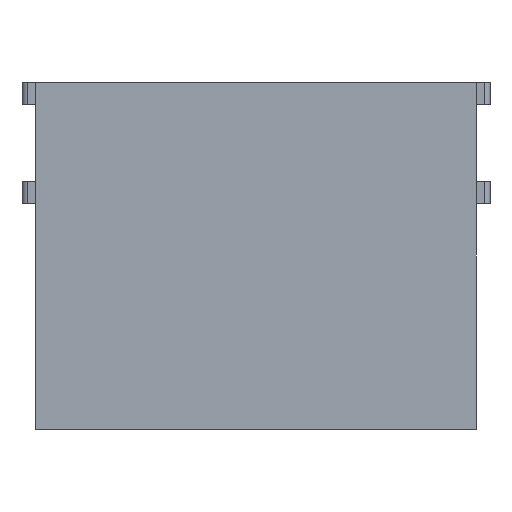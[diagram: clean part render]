
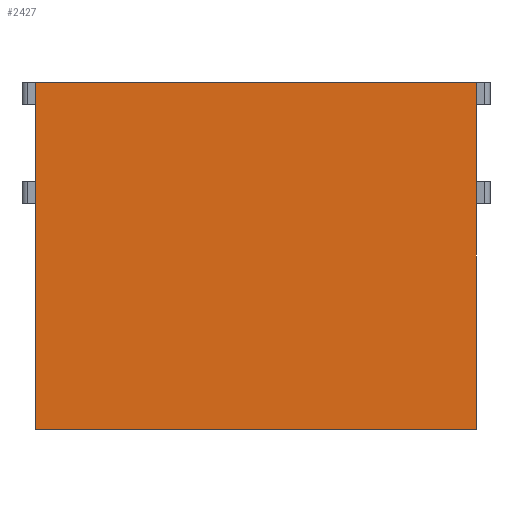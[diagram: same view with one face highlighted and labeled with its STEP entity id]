
A CAD part, front view. The second image highlights one B-rep face of the part: STEP entity #2427.
In plain terms, the highlighted planar face has unit normal (0, -1, 0).
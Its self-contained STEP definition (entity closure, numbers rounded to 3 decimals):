
#100 = PLANE('',#101);
#101 = AXIS2_PLACEMENT_3D('',#102,#103,#104);
#102 = CARTESIAN_POINT('',(-281.5,59.,133.));
#103 = DIRECTION('',(0.,0.,1.));
#104 = DIRECTION('',(0.,-1.,0.));
#263 = PLANE('',#264);
#264 = AXIS2_PLACEMENT_3D('',#265,#266,#267);
#265 = CARTESIAN_POINT('',(-279.,93.,70.));
#266 = DIRECTION('',(1.,0.,0.));
#267 = DIRECTION('',(0.,0.,1.));
#431 = VERTEX_POINT('',#432);
#432 = CARTESIAN_POINT('',(-279.,13.,133.));
#453 = EDGE_CURVE('',#431,#454,#456,.T.);
#454 = VERTEX_POINT('',#455);
#455 = CARTESIAN_POINT('',(-199.,13.,133.));
#456 = SURFACE_CURVE('',#457,(#461,#468),.PCURVE_S1.);
#457 = LINE('',#458,#459);
#458 = CARTESIAN_POINT('',(-279.,13.,133.));
#459 = VECTOR('',#460,1.);
#460 = DIRECTION('',(1.,0.,0.));
#461 = PCURVE('',#100,#462);
#462 = DEFINITIONAL_REPRESENTATION('',(#463),#467);
#463 = LINE('',#464,#465);
#464 = CARTESIAN_POINT('',(46.,2.5));
#465 = VECTOR('',#466,1.);
#466 = DIRECTION('',(0.,1.));
#467 = ( GEOMETRIC_REPRESENTATION_CONTEXT(2) 
PARAMETRIC_REPRESENTATION_CONTEXT() REPRESENTATION_CONTEXT('2D SPACE',''
  ) );
#468 = PCURVE('',#469,#474);
#469 = PLANE('',#470);
#470 = AXIS2_PLACEMENT_3D('',#471,#472,#473);
#471 = CARTESIAN_POINT('',(-279.,13.,70.));
#472 = DIRECTION('',(0.,-1.,0.));
#473 = DIRECTION('',(0.,0.,1.));
#474 = DEFINITIONAL_REPRESENTATION('',(#475),#479);
#475 = LINE('',#476,#477);
#476 = CARTESIAN_POINT('',(63.,0.));
#477 = VECTOR('',#478,1.);
#478 = DIRECTION('',(0.,-1.));
#479 = ( GEOMETRIC_REPRESENTATION_CONTEXT(2) 
PARAMETRIC_REPRESENTATION_CONTEXT() REPRESENTATION_CONTEXT('2D SPACE',''
  ) );
#497 = PLANE('',#498);
#498 = AXIS2_PLACEMENT_3D('',#499,#500,#501);
#499 = CARTESIAN_POINT('',(-199.,93.,70.));
#500 = DIRECTION('',(1.,0.,0.));
#501 = DIRECTION('',(0.,0.,1.));
#1036 = EDGE_CURVE('',#1037,#431,#1039,.T.);
#1037 = VERTEX_POINT('',#1038);
#1038 = CARTESIAN_POINT('',(-279.,13.,70.));
#1039 = SURFACE_CURVE('',#1040,(#1044,#1051),.PCURVE_S1.);
#1040 = LINE('',#1041,#1042);
#1041 = CARTESIAN_POINT('',(-279.,13.,70.));
#1042 = VECTOR('',#1043,1.);
#1043 = DIRECTION('',(0.,0.,1.));
#1044 = PCURVE('',#263,#1045);
#1045 = DEFINITIONAL_REPRESENTATION('',(#1046),#1050);
#1046 = LINE('',#1047,#1048);
#1047 = CARTESIAN_POINT('',(0.,80.));
#1048 = VECTOR('',#1049,1.);
#1049 = DIRECTION('',(1.,0.));
#1050 = ( GEOMETRIC_REPRESENTATION_CONTEXT(2) 
PARAMETRIC_REPRESENTATION_CONTEXT() REPRESENTATION_CONTEXT('2D SPACE',''
  ) );
#1051 = PCURVE('',#469,#1052);
#1052 = DEFINITIONAL_REPRESENTATION('',(#1053),#1057);
#1053 = LINE('',#1054,#1055);
#1054 = CARTESIAN_POINT('',(0.,0.));
#1055 = VECTOR('',#1056,1.);
#1056 = DIRECTION('',(1.,0.));
#1057 = ( GEOMETRIC_REPRESENTATION_CONTEXT(2) 
PARAMETRIC_REPRESENTATION_CONTEXT() REPRESENTATION_CONTEXT('2D SPACE',''
  ) );
#1075 = PLANE('',#1076);
#1076 = AXIS2_PLACEMENT_3D('',#1077,#1078,#1079);
#1077 = CARTESIAN_POINT('',(-279.,93.,70.));
#1078 = DIRECTION('',(0.,0.,1.));
#1079 = DIRECTION('',(0.,-1.,0.));
#1754 = EDGE_CURVE('',#1755,#454,#1757,.T.);
#1755 = VERTEX_POINT('',#1756);
#1756 = CARTESIAN_POINT('',(-199.,13.,70.));
#1757 = SURFACE_CURVE('',#1758,(#1762,#1769),.PCURVE_S1.);
#1758 = LINE('',#1759,#1760);
#1759 = CARTESIAN_POINT('',(-199.,13.,70.));
#1760 = VECTOR('',#1761,1.);
#1761 = DIRECTION('',(0.,0.,1.));
#1762 = PCURVE('',#497,#1763);
#1763 = DEFINITIONAL_REPRESENTATION('',(#1764),#1768);
#1764 = LINE('',#1765,#1766);
#1765 = CARTESIAN_POINT('',(0.,80.));
#1766 = VECTOR('',#1767,1.);
#1767 = DIRECTION('',(1.,0.));
#1768 = ( GEOMETRIC_REPRESENTATION_CONTEXT(2) 
PARAMETRIC_REPRESENTATION_CONTEXT() REPRESENTATION_CONTEXT('2D SPACE',''
  ) );
#1769 = PCURVE('',#469,#1770);
#1770 = DEFINITIONAL_REPRESENTATION('',(#1771),#1775);
#1771 = LINE('',#1772,#1773);
#1772 = CARTESIAN_POINT('',(0.,-80.));
#1773 = VECTOR('',#1774,1.);
#1774 = DIRECTION('',(1.,0.));
#1775 = ( GEOMETRIC_REPRESENTATION_CONTEXT(2) 
PARAMETRIC_REPRESENTATION_CONTEXT() REPRESENTATION_CONTEXT('2D SPACE',''
  ) );
#2427 = ADVANCED_FACE('',(#2428),#469,.T.);
#2428 = FACE_BOUND('',#2429,.T.);
#2429 = EDGE_LOOP('',(#2430,#2431,#2452,#2453));
#2430 = ORIENTED_EDGE('',*,*,#1036,.F.);
#2431 = ORIENTED_EDGE('',*,*,#2432,.T.);
#2432 = EDGE_CURVE('',#1037,#1755,#2433,.T.);
#2433 = SURFACE_CURVE('',#2434,(#2438,#2445),.PCURVE_S1.);
#2434 = LINE('',#2435,#2436);
#2435 = CARTESIAN_POINT('',(-279.,13.,70.));
#2436 = VECTOR('',#2437,1.);
#2437 = DIRECTION('',(1.,0.,0.));
#2438 = PCURVE('',#469,#2439);
#2439 = DEFINITIONAL_REPRESENTATION('',(#2440),#2444);
#2440 = LINE('',#2441,#2442);
#2441 = CARTESIAN_POINT('',(0.,0.));
#2442 = VECTOR('',#2443,1.);
#2443 = DIRECTION('',(0.,-1.));
#2444 = ( GEOMETRIC_REPRESENTATION_CONTEXT(2) 
PARAMETRIC_REPRESENTATION_CONTEXT() REPRESENTATION_CONTEXT('2D SPACE',''
  ) );
#2445 = PCURVE('',#1075,#2446);
#2446 = DEFINITIONAL_REPRESENTATION('',(#2447),#2451);
#2447 = LINE('',#2448,#2449);
#2448 = CARTESIAN_POINT('',(80.,0.));
#2449 = VECTOR('',#2450,1.);
#2450 = DIRECTION('',(0.,1.));
#2451 = ( GEOMETRIC_REPRESENTATION_CONTEXT(2) 
PARAMETRIC_REPRESENTATION_CONTEXT() REPRESENTATION_CONTEXT('2D SPACE',''
  ) );
#2452 = ORIENTED_EDGE('',*,*,#1754,.T.);
#2453 = ORIENTED_EDGE('',*,*,#453,.F.);
